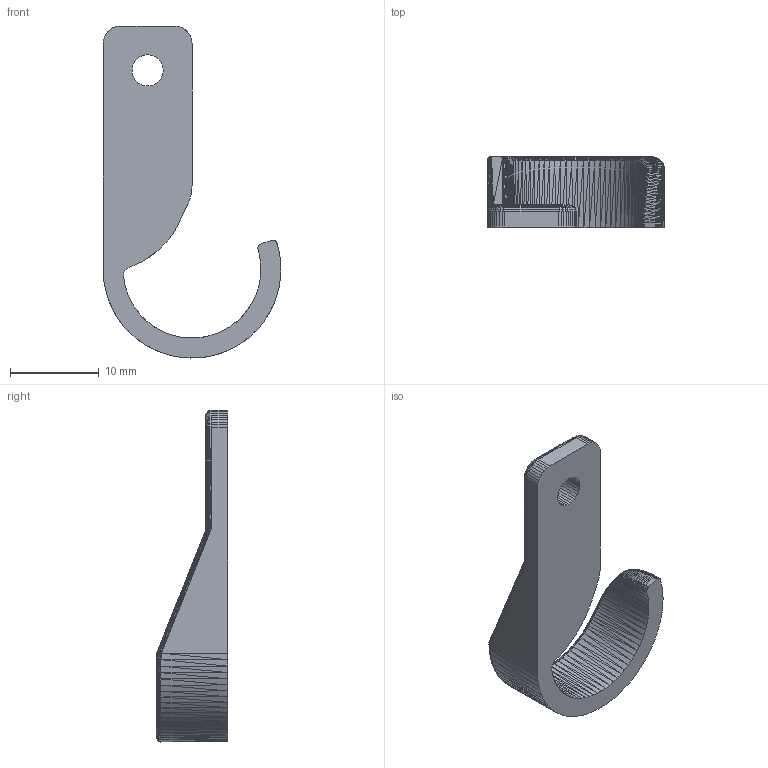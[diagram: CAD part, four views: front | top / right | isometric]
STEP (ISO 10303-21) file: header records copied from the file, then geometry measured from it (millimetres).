
FILE_DESCRIPTION(('FreeCAD Model'),'2;1');
FILE_NAME('./VORON-0/STLs/V0_Crew_Mods/Bowden retainer.step', '2020-04-30T21:38:56',('FreeCAD'),('FreeCAD'), 'Open CASCADE STEP processor 7.3','FreeCAD','Unknown');
FILE_SCHEMA(('AUTOMOTIVE_DESIGN { 1 0 10303 214 1 1 1 1 }'));
Products named in the file (1): Open CASCADE STEP translator 7.3 1
Bounding box: 20 x 8 x 37.36 mm (x, y, z)
Surface area: 1330 mm2 (no closed solid volume)
Topology: 0 solids, 1 shells, 3551 faces, 5578 edges, 2029 vertices
Faces by surface type: plane 3551
Entity records: 71534 total; most frequent: DIRECTION 12682, CARTESIAN_POINT 11159, ORIENTED_EDGE 11156, EDGE_CURVE 5578, LINE 5578, VECTOR 5578, FACE_BOUND 3553, EDGE_LOOP 3553
